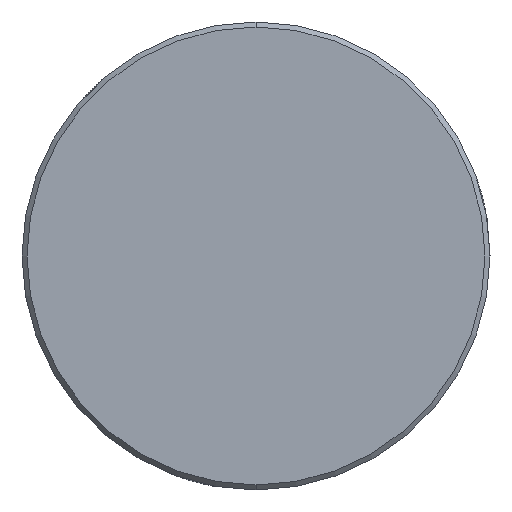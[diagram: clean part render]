
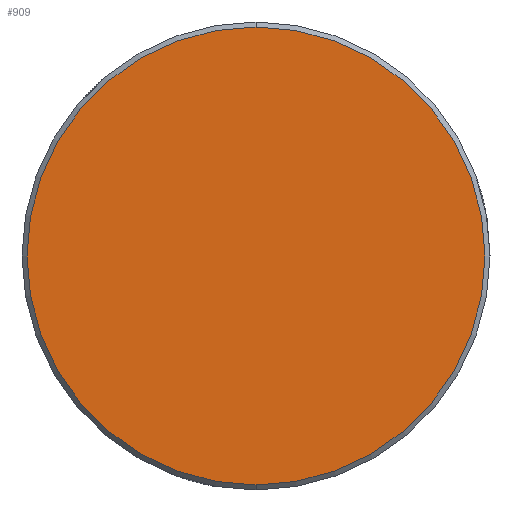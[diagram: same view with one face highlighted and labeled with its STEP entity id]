
A CAD part, left-side view. The second image highlights one B-rep face of the part: STEP entity #909.
In plain terms, the highlighted planar face has unit normal (-1, 0, 0).
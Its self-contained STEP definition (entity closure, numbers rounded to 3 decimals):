
#32 = DIRECTION ( 'NONE',  ( -1., 0., 0. ) ) ;
#113 = CARTESIAN_POINT ( 'NONE',  ( -147.2, 0., 13.7 ) ) ;
#121 = AXIS2_PLACEMENT_3D ( 'NONE', #215, #32, #573 ) ;
#156 = CARTESIAN_POINT ( 'NONE',  ( -147.2, 0., 0. ) ) ;
#175 = VERTEX_POINT ( 'NONE', #972 ) ;
#196 = VERTEX_POINT ( 'NONE', #113 ) ;
#212 = AXIS2_PLACEMENT_3D ( 'NONE', #287, #928, #396 ) ;
#215 = CARTESIAN_POINT ( 'NONE',  ( -147.2, 0., 0. ) ) ;
#241 = DIRECTION ( 'NONE',  ( 0., 0., -1. ) ) ;
#287 = CARTESIAN_POINT ( 'NONE',  ( -147.2, -13.864, -13.864 ) ) ;
#336 = ORIENTED_EDGE ( 'NONE', *, *, #973, .T. ) ;
#396 = DIRECTION ( 'NONE',  ( 0., 0., 1. ) ) ;
#556 = EDGE_CURVE ( 'NONE', #175, #196, #893, .T. ) ;
#557 = AXIS2_PLACEMENT_3D ( 'NONE', #156, #867, #241 ) ;
#573 = DIRECTION ( 'NONE',  ( 0., 0., -1. ) ) ;
#650 = CIRCLE ( 'NONE', #121, 13.7 ) ;
#654 = PLANE ( 'NONE',  #212 ) ;
#867 = DIRECTION ( 'NONE',  ( -1., 0., 0. ) ) ;
#893 = CIRCLE ( 'NONE', #557, 13.7 ) ;
#909 = ADVANCED_FACE ( 'NONE', ( #1121 ), #654, .T. ) ;
#928 = DIRECTION ( 'NONE',  ( -1., 0., 0. ) ) ;
#967 = ORIENTED_EDGE ( 'NONE', *, *, #556, .T. ) ;
#972 = CARTESIAN_POINT ( 'NONE',  ( -147.2, 0., -13.7 ) ) ;
#973 = EDGE_CURVE ( 'NONE', #196, #175, #650, .T. ) ;
#1085 = EDGE_LOOP ( 'NONE', ( #967, #336 ) ) ;
#1121 = FACE_OUTER_BOUND ( 'NONE', #1085, .T. ) ;
